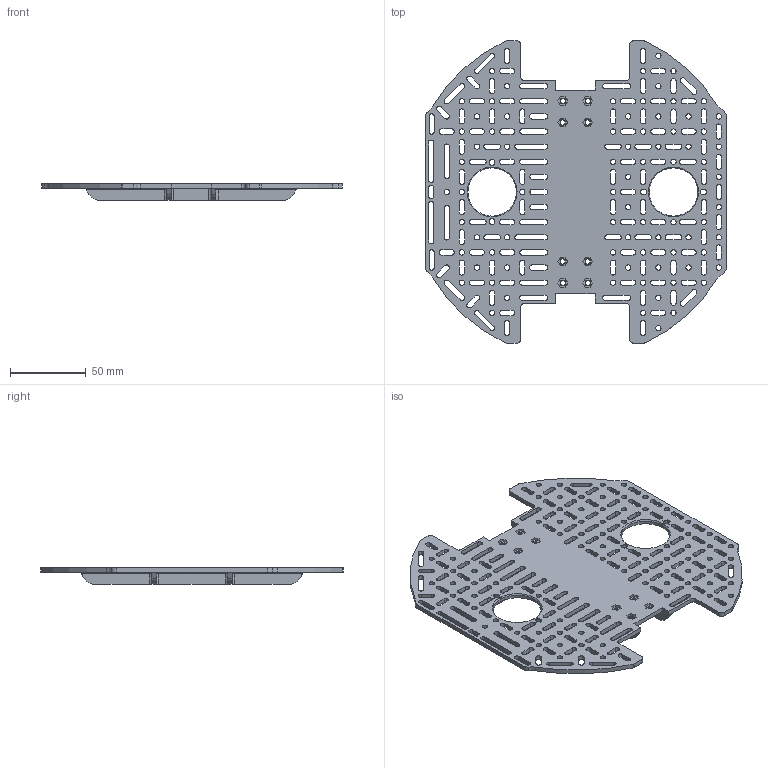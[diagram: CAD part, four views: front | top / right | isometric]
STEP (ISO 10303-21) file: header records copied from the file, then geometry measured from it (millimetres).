
FILE_DESCRIPTION(('STEP AP242'), '1');
FILE_NAME('V611', '', ('UNSPECIFIED'), ('UNSPECIFIED'), 'C3D Converter', 'C3D Toolkit', '');
FILE_SCHEMA(('AP242_MANAGED_MODEL_BASED_3D_ENGINEERING_MIM_LF { 1 0 10303 442 1 1 4 }'));
Length unit declared in the file: millimetre
Products named in the file (5): -02; -06
Assembly tree (9 placements, depth 3):
  (unnamed)
    -02  x3
      (unnamed)
    -06  x4
      (unnamed)
Bounding box: 199 x 200 x 11 mm (x, y, z)
Volume: 86042.1 mm3; surface area: 72588.8 mm2
Topology: 1 solids, 1 shells, 964 faces, 2781 edges, 1829 vertices
Faces by surface type: plane 523, cylinder 394, extrusion 33, cone 14
Full cylindrical faces by diameter (mm): 3.4 x8, 3.5 x78, 32 x2
Entity records: 32549 total; most frequent: CARTESIAN_POINT 5692, ORIENTED_EDGE 5382, DIRECTION 5366, EDGE_CURVE 2691, VECTOR 1832, VERTEX_POINT 1828, LINE 1799, AXIS2_PLACEMENT_3D 1767
